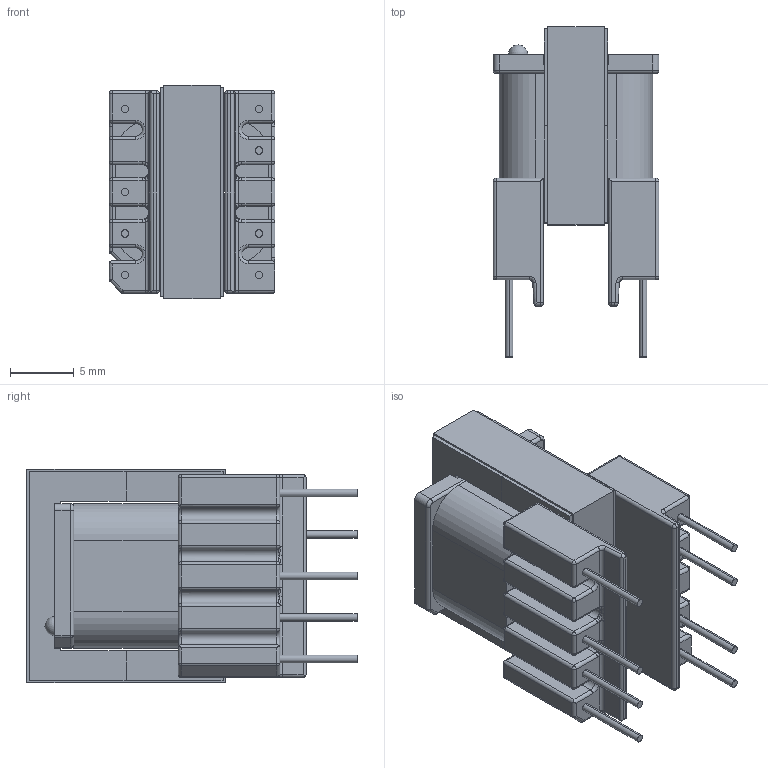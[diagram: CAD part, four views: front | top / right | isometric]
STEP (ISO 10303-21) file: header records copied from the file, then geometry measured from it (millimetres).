
FILE_DESCRIPTION (( 'STEP AP214' ), '1' );
FILE_NAME ('EE16-7-5_5836_MP4-8.STEP', '2021-05-06T21:52:38', ( '' ), ( '' ), 'SwSTEP 2.0', 'SolidWorks 2017', '' );
FILE_SCHEMA (( 'AUTOMOTIVE_DESIGN' ));
Length unit declared in the file: millimetre
Products named in the file (5): 070-5836_6A; 150-1261_6C; EE16-7-5_5836_MP4-8; 440-9989-1261; 070-5836_coil
Assembly tree (5 placements, depth 2):
  EE16-7-5_5836_MP4-8
    070-5836_6A
    070-5836_coil
    150-1261_6C  x2
    440-9989-1261
Bounding box: 13 x 25.86 x 16.72 mm (x, y, z)
Volume: 2847.8 mm3; surface area: 4420.5 mm2
Topology: 5 solids, 5 shells, 374 faces, 902 edges, 504 vertices
Faces by surface type: cylinder 154, plane 123, sphere 42, bspline 28, torus 27
Entity records: 12058 total; most frequent: CARTESIAN_POINT 3733, DIRECTION 1664, ORIENTED_EDGE 1646, EDGE_CURVE 823, AXIS2_PLACEMENT_3D 622, VERTEX_POINT 479, LINE 420, VECTOR 420
